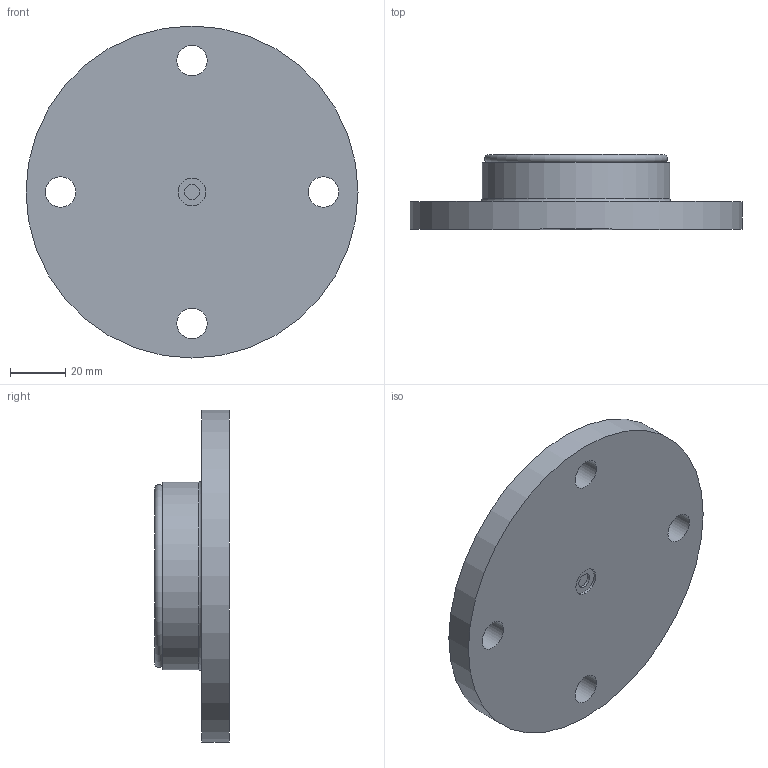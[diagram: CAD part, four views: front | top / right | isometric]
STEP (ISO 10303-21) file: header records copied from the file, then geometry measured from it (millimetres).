
FILE_DESCRIPTION(/* description */ (''),/* implementation_level */ '2;1');
FILE_NAME(/* name */ '31412W.stp',/* time_stamp */ '2018-02-05T13:04:34+01:00',/* author */ ('acgl'),/* organization */ (''),/* preprocessor_version */ 'ST-DEVELOPER v15.6',/* originating_system */ 'Autodesk Inventor 2015',/* authorisation */ '');
FILE_SCHEMA (('AUTOMOTIVE_DESIGN { 1 0 10303 214 3 1 1 }'));
Length unit declared in the file: centimetre
Products named in the file (1): 31412W
Bounding box: 120 x 27 x 120 mm (x, y, z)
Volume: 170023 mm3; surface area: 30696.8 mm2
Topology: 1 solids, 1 shells, 18 faces, 40 edges, 28 vertices
Faces by surface type: cylinder 9, plane 6, torus 3
Full cylindrical faces by diameter (mm): 5.5 x1, 10.1 x1, 11 x4, 63.8 x1, 67.9 x1, 120 x1
Entity records: 466 total; most frequent: DIRECTION 80, CARTESIAN_POINT 61, EDGE_LOOP 42, ORIENTED_EDGE 42, AXIS2_PLACEMENT_3D 40, FACE_BOUND 24, CIRCLE 21, VERTEX_POINT 21
